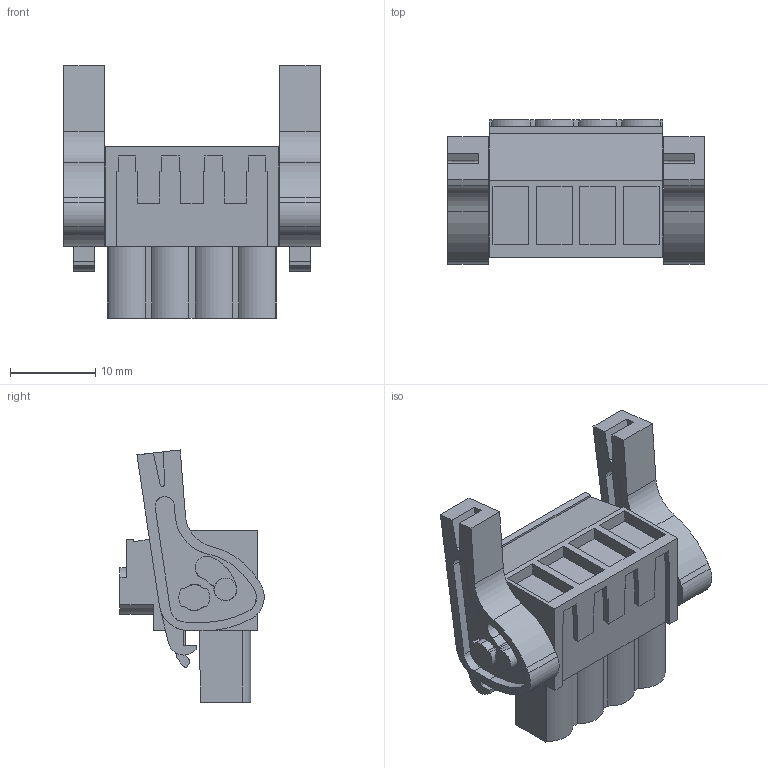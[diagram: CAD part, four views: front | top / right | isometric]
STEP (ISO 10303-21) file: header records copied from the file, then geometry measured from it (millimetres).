
FILE_DESCRIPTION(('CATIA V5 STEP','CAx-IF Rec.Pracs.--- Model Styling and Organization---1.2---2011-12-15'),'2;1');
FILE_NAME ('D1459998_0_1945080000_1945080000.stp','2017-05-23T06:51:21+00:00',('none'),('Weidmueller'),'CATIA Version 5-6 Release 2014','CATIA V5 STEP AP214','none');
FILE_SCHEMA(('AUTOMOTIVE_DESIGN { 1 0 10303 214 1 1 1 1 }'));
Length unit declared in the file: millimetre
Products named in the file (1): 1945080000
Bounding box: 30.02 x 16.91 x 29.52 mm (x, y, z)
Volume: 4979.3 mm3; surface area: 4466.9 mm2
Topology: 7 solids, 7 shells, 434 faces, 1197 edges, 804 vertices
Faces by surface type: plane 324, cylinder 70, extrusion 40
Entity records: 14238 total; most frequent: CARTESIAN_POINT 3628, ORIENTED_EDGE 2394, DIRECTION 1753, EDGE_CURVE 1197, VECTOR 989, LINE 949, VERTEX_POINT 804, EDGE_LOOP 469
